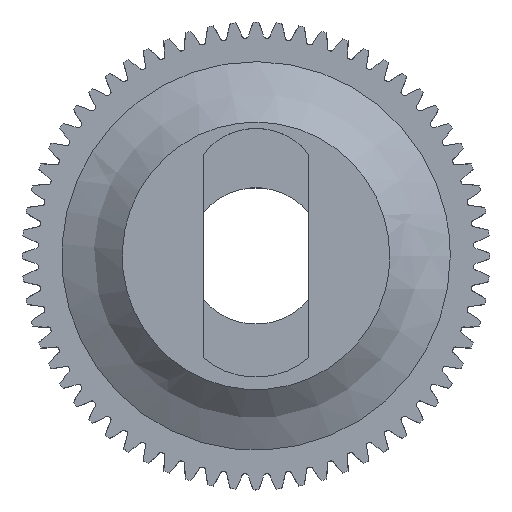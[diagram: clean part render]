
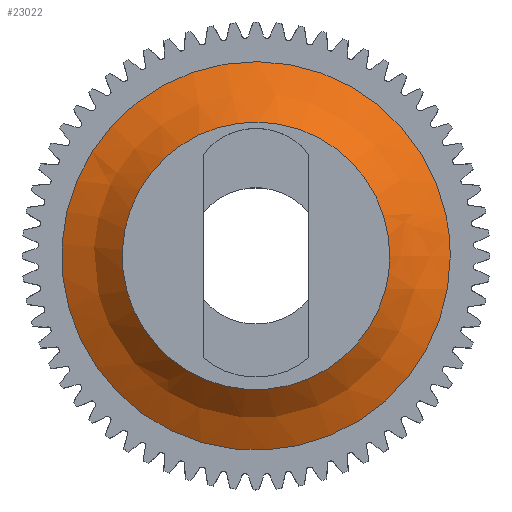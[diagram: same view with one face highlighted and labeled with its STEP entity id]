
A CAD part, top view. The second image highlights one B-rep face of the part: STEP entity #23022.
In plain terms, the highlighted free-form (B-spline) face has degree [14, 2] with [15, 3] control points.
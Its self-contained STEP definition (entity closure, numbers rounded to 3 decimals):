
#4753 = EDGE_CURVE('',#4754,#4754,#4756,.T.);
#4754 = VERTEX_POINT('',#4755);
#4755 = CARTESIAN_POINT('',(14.523,0.,3.5));
#4756 = B_SPLINE_CURVE_WITH_KNOTS('',8,(#4757,#4758,#4759,#4760,#4761,
    #4762,#4763,#4764,#4765,#4766,#4767,#4768,#4769,#4770,#4771,#4772,
    #4773,#4774,#4775,#4776,#4777,#4778,#4779,#4780,#4781,#4782,#4783,
    #4784,#4785,#4786,#4787,#4788,#4789,#4790,#4791,#4792,#4793,#4794,
    #4795,#4796,#4797,#4798,#4799,#4800,#4801,#4802,#4803,#4804,#4805,
    #4806,#4807,#4808,#4809,#4810,#4811,#4812,#4813,#4814),
  .UNSPECIFIED.,.T.,.F.,(9,7,7,7,7,7,7,7,9),(0.,0.125,
    0.251,0.375,0.5,0.625,
    0.75,0.875,1.),.UNSPECIFIED.);
#4757 = CARTESIAN_POINT('',(14.523,0.,3.5));
#4758 = CARTESIAN_POINT('',(14.523,-1.425,3.5));
#4759 = CARTESIAN_POINT('',(14.363,-2.852,3.5));
#4760 = CARTESIAN_POINT('',(14.043,-4.257,3.5));
#4761 = CARTESIAN_POINT('',(13.567,-5.619,3.5));
#4762 = CARTESIAN_POINT('',(12.94,-6.92,3.5));
#4763 = CARTESIAN_POINT('',(12.173,-8.14,3.5));
#4764 = CARTESIAN_POINT('',(11.277,-9.262,3.5));
#4765 = CARTESIAN_POINT('',(9.254,-11.286,3.5));
#4766 = CARTESIAN_POINT('',(8.122,-12.187,3.5));
#4767 = CARTESIAN_POINT('',(6.891,-12.959,3.5));
#4768 = CARTESIAN_POINT('',(5.578,-13.587,3.5));
#4769 = CARTESIAN_POINT('',(4.202,-14.062,3.5));
#4770 = CARTESIAN_POINT('',(2.784,-14.379,3.5));
#4771 = CARTESIAN_POINT('',(1.346,-14.532,3.5));
#4772 = CARTESIAN_POINT('',(-1.505,-14.514,3.5));
#4773 = CARTESIAN_POINT('',(-2.919,-14.348,3.5));
#4774 = CARTESIAN_POINT('',(-4.311,-14.024,3.5));
#4775 = CARTESIAN_POINT('',(-5.661,-13.547,3.5));
#4776 = CARTESIAN_POINT('',(-6.949,-12.922,3.5));
#4777 = CARTESIAN_POINT('',(-8.158,-12.159,3.5));
#4778 = CARTESIAN_POINT('',(-9.27,-11.269,3.5));
#4779 = CARTESIAN_POINT('',(-11.277,-9.262,3.5));
#4780 = CARTESIAN_POINT('',(-12.173,-8.14,3.5));
#4781 = CARTESIAN_POINT('',(-12.94,-6.92,3.5));
#4782 = CARTESIAN_POINT('',(-13.567,-5.619,3.5));
#4783 = CARTESIAN_POINT('',(-14.043,-4.257,3.5));
#4784 = CARTESIAN_POINT('',(-14.363,-2.852,3.5));
#4785 = CARTESIAN_POINT('',(-14.523,-1.425,3.5));
#4786 = CARTESIAN_POINT('',(-14.523,1.425,3.5));
#4787 = CARTESIAN_POINT('',(-14.363,2.852,3.5));
#4788 = CARTESIAN_POINT('',(-14.043,4.257,3.5));
#4789 = CARTESIAN_POINT('',(-13.567,5.619,3.5));
#4790 = CARTESIAN_POINT('',(-12.94,6.92,3.5));
#4791 = CARTESIAN_POINT('',(-12.173,8.14,3.5));
#4792 = CARTESIAN_POINT('',(-11.277,9.262,3.5));
#4793 = CARTESIAN_POINT('',(-9.262,11.277,3.5));
#4794 = CARTESIAN_POINT('',(-8.14,12.173,3.5));
#4795 = CARTESIAN_POINT('',(-6.92,12.94,3.5));
#4796 = CARTESIAN_POINT('',(-5.619,13.567,3.5));
#4797 = CARTESIAN_POINT('',(-4.257,14.043,3.5));
#4798 = CARTESIAN_POINT('',(-2.852,14.363,3.5));
#4799 = CARTESIAN_POINT('',(-1.425,14.523,3.5));
#4800 = CARTESIAN_POINT('',(1.425,14.523,3.5));
#4801 = CARTESIAN_POINT('',(2.852,14.363,3.5));
#4802 = CARTESIAN_POINT('',(4.257,14.043,3.5));
#4803 = CARTESIAN_POINT('',(5.619,13.567,3.5));
#4804 = CARTESIAN_POINT('',(6.92,12.94,3.5));
#4805 = CARTESIAN_POINT('',(8.14,12.173,3.5));
#4806 = CARTESIAN_POINT('',(9.262,11.277,3.5));
#4807 = CARTESIAN_POINT('',(11.277,9.262,3.5));
#4808 = CARTESIAN_POINT('',(12.173,8.14,3.5));
#4809 = CARTESIAN_POINT('',(12.94,6.92,3.5));
#4810 = CARTESIAN_POINT('',(13.567,5.619,3.5));
#4811 = CARTESIAN_POINT('',(14.043,4.257,3.5));
#4812 = CARTESIAN_POINT('',(14.363,2.852,3.5));
#4813 = CARTESIAN_POINT('',(14.523,1.425,3.5));
#4814 = CARTESIAN_POINT('',(14.523,0.,3.5));
#23022 = ADVANCED_FACE('',(#23023),#23053,.T.);
#23023 = FACE_BOUND('',#23024,.T.);
#23024 = EDGE_LOOP('',(#23025,#23026,#23034,#23052));
#23025 = ORIENTED_EDGE('',*,*,#4753,.F.);
#23026 = ORIENTED_EDGE('',*,*,#23027,.T.);
#23027 = EDGE_CURVE('',#4754,#23028,#23030,.T.);
#23028 = VERTEX_POINT('',#23029);
#23029 = CARTESIAN_POINT('',(10.,0.,6.6));
#23030 = B_SPLINE_CURVE_WITH_KNOTS('',2,(#23031,#23032,#23033),
  .UNSPECIFIED.,.F.,.F.,(3,3),(0.,1.),.PIECEWISE_BEZIER_KNOTS.);
#23031 = CARTESIAN_POINT('',(16.,0.,3.1));
#23032 = CARTESIAN_POINT('',(12.527,0.,
    3.778));
#23033 = CARTESIAN_POINT('',(10.,0.,6.6));
#23034 = ORIENTED_EDGE('',*,*,#23035,.F.);
#23035 = EDGE_CURVE('',#23028,#23028,#23036,.T.);
#23036 = B_SPLINE_CURVE_WITH_KNOTS('',14,(#23037,#23038,#23039,#23040,
    #23041,#23042,#23043,#23044,#23045,#23046,#23047,#23048,#23049,
    #23050,#23051),.UNSPECIFIED.,.T.,.F.,(15,15),(0.,1.),
  .PIECEWISE_BEZIER_KNOTS.);
#23037 = CARTESIAN_POINT('',(10.,0.,6.6));
#23038 = CARTESIAN_POINT('',(10.,4.488,6.6));
#23039 = CARTESIAN_POINT('',(7.831,8.976,6.6));
#23040 = CARTESIAN_POINT('',(3.493,12.328,6.6));
#23041 = CARTESIAN_POINT('',(-2.366,13.409,6.6));
#23042 = CARTESIAN_POINT('',(-8.448,11.49,6.6));
#23043 = CARTESIAN_POINT('',(-13.09,6.659,6.6));
#23044 = CARTESIAN_POINT('',(-14.838,0.,6.6));
#23045 = CARTESIAN_POINT('',(-13.09,-6.659,6.6));
#23046 = CARTESIAN_POINT('',(-8.448,-11.49,6.6));
#23047 = CARTESIAN_POINT('',(-2.366,-13.409,6.6));
#23048 = CARTESIAN_POINT('',(3.493,-12.328,6.6));
#23049 = CARTESIAN_POINT('',(7.831,-8.976,6.6));
#23050 = CARTESIAN_POINT('',(10.,-4.488,6.6));
#23051 = CARTESIAN_POINT('',(10.,0.,6.6));
#23052 = ORIENTED_EDGE('',*,*,#23027,.F.);
#23053 = B_SPLINE_SURFACE_WITH_KNOTS('',14,2,(
    (#23054,#23055,#23056)
    ,(#23057,#23058,#23059)
    ,(#23060,#23061,#23062)
    ,(#23063,#23064,#23065)
    ,(#23066,#23067,#23068)
    ,(#23069,#23070,#23071)
    ,(#23072,#23073,#23074)
    ,(#23075,#23076,#23077)
    ,(#23078,#23079,#23080)
    ,(#23081,#23082,#23083)
    ,(#23084,#23085,#23086)
    ,(#23087,#23088,#23089)
    ,(#23090,#23091,#23092)
    ,(#23093,#23094,#23095)
    ,(#23096,#23097,#23098
    )),.UNSPECIFIED.,.T.,.F.,.F.,(15,15),(3,3),(0.,1.),(0.,1.),
  .PIECEWISE_BEZIER_KNOTS.);
#23054 = CARTESIAN_POINT('',(16.,0.,3.1));
#23055 = CARTESIAN_POINT('',(12.527,0.,
    3.778));
#23056 = CARTESIAN_POINT('',(10.,0.,6.6));
#23057 = CARTESIAN_POINT('',(16.,7.181,3.1));
#23058 = CARTESIAN_POINT('',(12.527,5.622,
    3.778));
#23059 = CARTESIAN_POINT('',(10.,4.488,6.6));
#23060 = CARTESIAN_POINT('',(12.529,14.362,3.1));
#23061 = CARTESIAN_POINT('',(9.81,11.244,
    3.778));
#23062 = CARTESIAN_POINT('',(7.831,8.976,6.6));
#23063 = CARTESIAN_POINT('',(5.588,19.725,3.1));
#23064 = CARTESIAN_POINT('',(4.375,15.444,
    3.778));
#23065 = CARTESIAN_POINT('',(3.493,12.328,6.6));
#23066 = CARTESIAN_POINT('',(-3.786,21.454,3.1));
#23067 = CARTESIAN_POINT('',(-2.964,16.798,
    3.778));
#23068 = CARTESIAN_POINT('',(-2.366,13.409,6.6));
#23069 = CARTESIAN_POINT('',(-13.516,18.384,3.1));
#23070 = CARTESIAN_POINT('',(-10.583,14.394,
    3.778));
#23071 = CARTESIAN_POINT('',(-8.448,11.49,6.6));
#23072 = CARTESIAN_POINT('',(-20.945,10.654,3.1));
#23073 = CARTESIAN_POINT('',(-16.399,8.342,
    3.778));
#23074 = CARTESIAN_POINT('',(-13.09,6.659,6.6));
#23075 = CARTESIAN_POINT('',(-23.741,0.,3.1));
#23076 = CARTESIAN_POINT('',(-18.588,0.,
    3.778));
#23077 = CARTESIAN_POINT('',(-14.838,0.,6.6));
#23078 = CARTESIAN_POINT('',(-20.945,-10.654,3.1));
#23079 = CARTESIAN_POINT('',(-16.399,-8.342,
    3.778));
#23080 = CARTESIAN_POINT('',(-13.09,-6.659,6.6));
#23081 = CARTESIAN_POINT('',(-13.516,-18.384,3.1));
#23082 = CARTESIAN_POINT('',(-10.583,-14.394,
    3.778));
#23083 = CARTESIAN_POINT('',(-8.448,-11.49,6.6));
#23084 = CARTESIAN_POINT('',(-3.786,-21.454,3.1));
#23085 = CARTESIAN_POINT('',(-2.964,-16.798,
    3.778));
#23086 = CARTESIAN_POINT('',(-2.366,-13.409,6.6));
#23087 = CARTESIAN_POINT('',(5.588,-19.725,3.1));
#23088 = CARTESIAN_POINT('',(4.375,-15.444,
    3.778));
#23089 = CARTESIAN_POINT('',(3.493,-12.328,6.6));
#23090 = CARTESIAN_POINT('',(12.529,-14.362,3.1));
#23091 = CARTESIAN_POINT('',(9.81,-11.244,
    3.778));
#23092 = CARTESIAN_POINT('',(7.831,-8.976,6.6));
#23093 = CARTESIAN_POINT('',(16.,-7.181,3.1));
#23094 = CARTESIAN_POINT('',(12.527,-5.622,
    3.778));
#23095 = CARTESIAN_POINT('',(10.,-4.488,6.6));
#23096 = CARTESIAN_POINT('',(16.,0.,3.1));
#23097 = CARTESIAN_POINT('',(12.527,0.,
    3.778));
#23098 = CARTESIAN_POINT('',(10.,0.,6.6));
